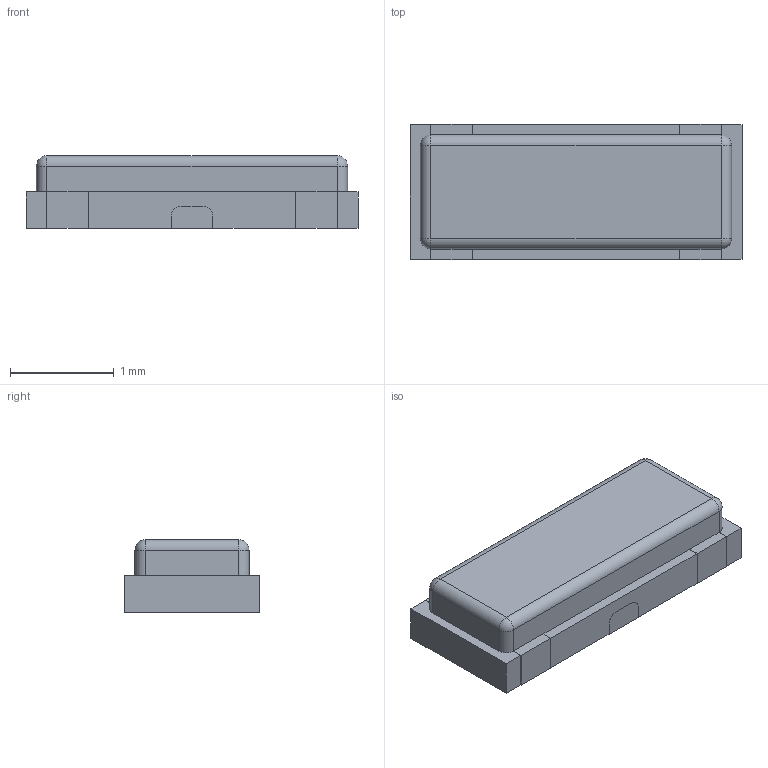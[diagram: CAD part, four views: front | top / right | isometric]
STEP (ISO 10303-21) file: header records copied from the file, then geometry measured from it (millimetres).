
FILE_DESCRIPTION(('STEP AP203'), '1');
FILE_NAME('Ceramic Resonators', '', ('UNSPECIFIED'), ('UNSPECIFIED'), 'ASCON STEP Converter 1.6', 'ASCON Math Kernel', '');
FILE_SCHEMA(('CONFIG_CONTROL_DESIGN'));
Length unit declared in the file: millimetre
Bounding box: 3.2 x 1.3 x 0.7 mm (x, y, z)
Volume: 2.6 mm3; surface area: 14 mm2
Topology: 1 solids, 1 shells, 58 faces, 156 edges, 96 vertices
Faces by surface type: plane 42, cylinder 12, sphere 4
Entity records: 2255 total; most frequent: CARTESIAN_POINT 307, ORIENTED_EDGE 304, DIRECTION 294, EDGE_CURVE 152, LINE 128, VECTOR 128, VERTEX_POINT 96, AXIS2_PLACEMENT_3D 83
